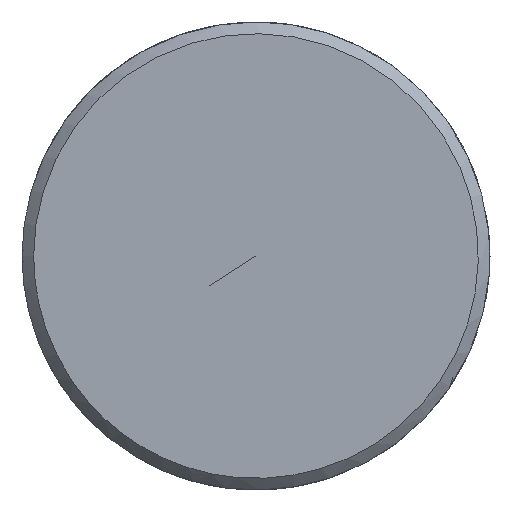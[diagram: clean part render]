
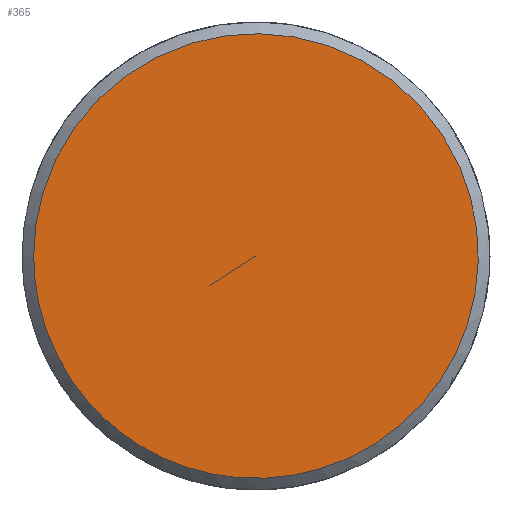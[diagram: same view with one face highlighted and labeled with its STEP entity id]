
A CAD part, left-side view. The second image highlights one B-rep face of the part: STEP entity #365.
In plain terms, the highlighted free-form (B-spline) face has degree [5, 1] with [6, 2] control points.
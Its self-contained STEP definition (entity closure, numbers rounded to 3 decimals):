
#331 = CARTESIAN_POINT ('', (-75., 4.75, 0.));
#332 = VERTEX_POINT ('', #331);
#333 = CARTESIAN_POINT ('', (-75., 0., 0.));
#334 = VERTEX_POINT ('', #333);
#335 = CARTESIAN_POINT ('', (-75., 4.75, 0.));
#336 = CARTESIAN_POINT ('', (-75., 0., 0.));
#337 = B_SPLINE_CURVE_WITH_KNOTS ('', 1, (#335, #336), .UNSPECIFIED., .F., .U., (2, 2), (0., 1.), .UNSPECIFIED.);
#338 = EDGE_CURVE ('', #332, #334, #337, .T.);
#339 = ORIENTED_EDGE ('', *, *, #338, .F.);
#340 = CARTESIAN_POINT ('', (-75., 4.75, 0.));
#341 = CARTESIAN_POINT ('', (-75., 4.75, 19.));
#342 = CARTESIAN_POINT ('', (-75., -14.25, 9.5));
#343 = CARTESIAN_POINT ('', (-75., -14.25, -9.5));
#344 = CARTESIAN_POINT ('', (-75., 4.75, -19.));
#345 = CARTESIAN_POINT ('', (-75., 4.75, 0.));
#346 = (
   BOUNDED_CURVE ()
   B_SPLINE_CURVE (5, (#340, #341, #342, #343, #344, #345), .UNSPECIFIED., .T., .U.)
   B_SPLINE_CURVE_WITH_KNOTS ((6, 6), (0., 1.), .UNSPECIFIED.)
   CURVE ()
   GEOMETRIC_REPRESENTATION_ITEM ()
   RATIONAL_B_SPLINE_CURVE ((5., 1., 1., 1., 1., 5.))
   REPRESENTATION_ITEM ('')
);
#347 = EDGE_CURVE ('', #332, #332, #346, .T.);
#348 = ORIENTED_EDGE ('', *, *, #347, .T.);
#349 = ORIENTED_EDGE ('', *, *, #338, .T.);
#350 = EDGE_LOOP ('', (#339, #348, #349));
#351 = FACE_OUTER_BOUND ('', #350, .F.);
#352 = CARTESIAN_POINT ('', (-75., 4.75, 0.));
#353 = CARTESIAN_POINT ('', (-75., 0., 0.));
#354 = CARTESIAN_POINT ('', (-75., 4.75, 19.));
#355 = CARTESIAN_POINT ('', (-75., 0., 0.));
#356 = CARTESIAN_POINT ('', (-75., -14.25, 9.5));
#357 = CARTESIAN_POINT ('', (-75., 0., 0.));
#358 = CARTESIAN_POINT ('', (-75., -14.25, -9.5));
#359 = CARTESIAN_POINT ('', (-75., 0., 0.));
#360 = CARTESIAN_POINT ('', (-75., 4.75, -19.));
#361 = CARTESIAN_POINT ('', (-75., 0., 0.));
#362 = CARTESIAN_POINT ('', (-75., 4.75, 0.));
#363 = CARTESIAN_POINT ('', (-75., 0., 0.));
#364 = (
   BOUNDED_SURFACE ()
   B_SPLINE_SURFACE (5, 1, ((#352, #353), (#354, #355), (#356, #357), (#358, #359), (#360, #361), (#362, #363)), .UNSPECIFIED., .T., .F., .U.)
   B_SPLINE_SURFACE_WITH_KNOTS ((6, 6), (2, 2), (0., 1.), (0., 1.), .UNSPECIFIED.)
   SURFACE ()
   GEOMETRIC_REPRESENTATION_ITEM ()
   RATIONAL_B_SPLINE_SURFACE (((5., 5.), (1., 1.), (1., 1.), (1., 1.), (1., 1.), (5., 5.)))
   REPRESENTATION_ITEM ('')
);
#365 = ADVANCED_FACE ('', (#351), #364, .F.);
